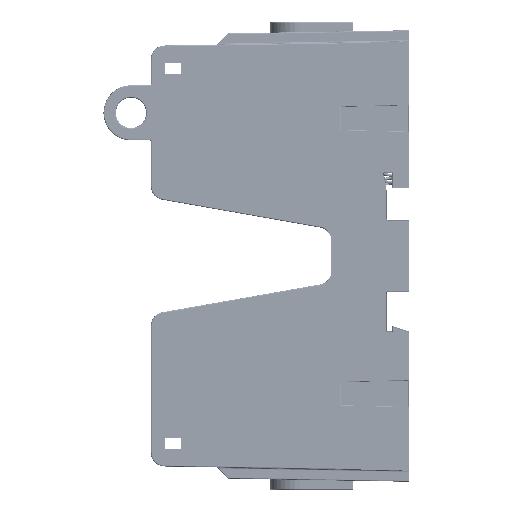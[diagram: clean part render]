
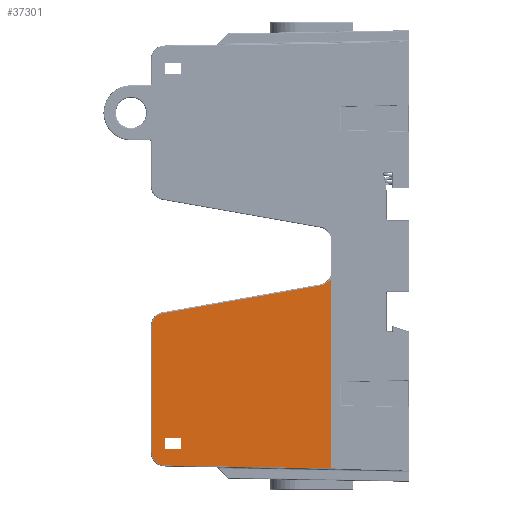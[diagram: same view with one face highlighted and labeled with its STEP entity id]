
A CAD part, left-side view. The second image highlights one B-rep face of the part: STEP entity #37301.
In plain terms, the highlighted face is planar.
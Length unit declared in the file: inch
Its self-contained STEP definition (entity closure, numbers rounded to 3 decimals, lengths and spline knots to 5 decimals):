
#425 = CARTESIAN_POINT ( 'NONE',  ( 0.63408, 0.73577, 2.33016 ) ) ;
#450 = ORIENTED_EDGE ( 'NONE', *, *, #49418, .T. ) ;
#1419 = CARTESIAN_POINT ( 'NONE',  ( 1.93778, 0.75, 0.7 ) ) ;
#2175 = CARTESIAN_POINT ( 'NONE',  ( 0.24678, 0.74963, 0.74285 ) ) ;
#2780 = CARTESIAN_POINT ( 'NONE',  ( 0.30102, 0.74748, 0.98858 ) ) ;
#3171 = VERTEX_POINT ( 'NONE', #37732 ) ;
#4420 = ORIENTED_EDGE ( 'NONE', *, *, #23305, .T. ) ;
#4580 = ORIENTED_EDGE ( 'NONE', *, *, #22940, .T. ) ;
#6522 = EDGE_CURVE ( 'NONE', #22909, #17113, #23703, .T. ) ;
#7376 = ORIENTED_EDGE ( 'NONE', *, *, #13445, .T. ) ;
#7723 = CARTESIAN_POINT ( 'NONE',  ( 0.26806, 0.74911, 0.80164 ) ) ;
#8947 = DIRECTION ( 'NONE',  ( -1., 0., 0. ) ) ;
#9076 = CARTESIAN_POINT ( 'NONE',  ( 1.75, 0.73678, 2.21507 ) ) ;
#9105 = EDGE_CURVE ( 'NONE', #23752, #43239, #12889, .T. ) ;
#9121 = ORIENTED_EDGE ( 'NONE', *, *, #17388, .T. ) ;
#9482 = DIRECTION ( 'NONE',  ( 0., -0.009, 1. ) ) ;
#10744 = CARTESIAN_POINT ( 'NONE',  ( 0.26806, 0.74911, 0.80164 ) ) ;
#12094 = CARTESIAN_POINT ( 'NONE',  ( 0.22261, 0.74981, 0.72228 ) ) ;
#12889 = LINE ( 'NONE', #43711, #29856 ) ;
#12983 = ORIENTED_EDGE ( 'NONE', *, *, #13622, .T. ) ;
#13417 = DIRECTION ( 'NONE',  ( 0., -0.009, 1. ) ) ;
#13445 = EDGE_CURVE ( 'NONE', #36336, #23752, #14404, .T. ) ;
#13622 = EDGE_CURVE ( 'NONE', #3171, #41487, #17363, .T. ) ;
#13833 = VERTEX_POINT ( 'NONE', #38582 ) ;
#13836 = CARTESIAN_POINT ( 'NONE',  ( 1.65, 0.73809, 2.06507 ) ) ;
#14404 = LINE ( 'NONE', #29573, #30095 ) ;
#14741 = VECTOR ( 'NONE', #16636, 39.37008 ) ;
#15607 = ORIENTED_EDGE ( 'NONE', *, *, #29624, .T. ) ;
#16044 = LINE ( 'NONE', #44080, #22013 ) ;
#16063 = LINE ( 'NONE', #23134, #31348 ) ;
#16560 = VECTOR ( 'NONE', #35710, 39.37008 ) ;
#16636 = DIRECTION ( 'NONE',  ( 0.017, -0.009, 1. ) ) ;
#17113 = VERTEX_POINT ( 'NONE', #33759 ) ;
#17363 = LINE ( 'NONE', #23961, #14741 ) ;
#17388 = EDGE_CURVE ( 'NONE', #43239, #42818, #32458, .T. ) ;
#18551 = EDGE_LOOP ( 'NONE', ( #39010, #9121, #15607, #7376 ) ) ;
#19125 = CARTESIAN_POINT ( 'NONE',  ( 1.9013, 0.73676, 2.21716 ) ) ;
#19158 = CARTESIAN_POINT ( 'NONE',  ( 1.85275, 0.73577, 2.33016 ) ) ;
#19384 = CARTESIAN_POINT ( 'NONE',  ( 0.52082, 0.7366, 2.23513 ) ) ;
#21368 = ORIENTED_EDGE ( 'NONE', *, *, #40671, .T. ) ;
#21395 = CARTESIAN_POINT ( 'NONE',  ( 0.22261, 0.74981, 0.72228 ) ) ;
#22013 = VECTOR ( 'NONE', #8947, 39.37008 ) ;
#22179 = EDGE_LOOP ( 'NONE', ( #46744, #39633, #21368, #12983, #44784, #4420, #4580, #450 ) ) ;
#22909 = VERTEX_POINT ( 'NONE', #19125 ) ;
#22940 = EDGE_CURVE ( 'NONE', #40654, #30631, #27770, .T. ) ;
#23134 = CARTESIAN_POINT ( 'NONE',  ( 1.78632, 0.73577, 2.33016 ) ) ;
#23305 = EDGE_CURVE ( 'NONE', #46314, #40654, #44507, .T. ) ;
#23703 = LINE ( 'NONE', #46957, #32047 ) ;
#23752 = VERTEX_POINT ( 'NONE', #9076 ) ;
#23961 = CARTESIAN_POINT ( 'NONE',  ( 0.21012, 0.75605, 0.0066 ) ) ;
#24083 = CARTESIAN_POINT ( 'NONE',  ( 1.93778, 0.73809, 2.06507 ) ) ;
#24178 = CARTESIAN_POINT ( 'NONE',  ( 1.65, 0.73678, 2.21507 ) ) ;
#24365 = CARTESIAN_POINT ( 'NONE',  ( 0.52082, 0.7366, 2.23513 ) ) ;
#24657 = DIRECTION ( 'NONE',  ( 0., 1., 0.009 ) ) ;
#26141 = EDGE_CURVE ( 'NONE', #13833, #22909, #47566, .T. ) ;
#26740 = CARTESIAN_POINT ( 'NONE',  ( 1.90014, 0.73618, 2.28359 ) ) ;
#27675 = DIRECTION ( 'NONE',  ( 1., 0., 0. ) ) ;
#27770 =( BOUNDED_CURVE ( )  B_SPLINE_CURVE ( 3, ( #19384, #49453, #35048, #425 ),
 .UNSPECIFIED., .F., .F. ) 
 B_SPLINE_CURVE_WITH_KNOTS ( ( 4, 4 ),
 ( 4.88692, 6.28319 ),
 .UNSPECIFIED. ) 
 CURVE ( )  GEOMETRIC_REPRESENTATION_ITEM ( )  RATIONAL_B_SPLINE_CURVE ( ( 1., 0.844, 0.844, 1. ) ) 
 REPRESENTATION_ITEM ( '' )  );
#27924 = DIRECTION ( 'NONE',  ( 0., 0.009, -1. ) ) ;
#28811 =( BOUNDED_CURVE ( )  B_SPLINE_CURVE ( 3, ( #21395, #2175, #33504, #10744 ),
 .UNSPECIFIED., .F., .F. ) 
 B_SPLINE_CURVE_WITH_KNOTS ( ( 4, 4 ),
 ( 3.84669, 4.53786 ),
 .UNSPECIFIED. ) 
 CURVE ( )  GEOMETRIC_REPRESENTATION_ITEM ( )  RATIONAL_B_SPLINE_CURVE ( ( 1., 0.961, 0.961, 1. ) ) 
 REPRESENTATION_ITEM ( '' )  );
#28921 = CARTESIAN_POINT ( 'NONE',  ( 1.65, 0.75, 0.7 ) ) ;
#29191 = FACE_OUTER_BOUND ( 'NONE', #22179, .T. ) ;
#29573 = CARTESIAN_POINT ( 'NONE',  ( 1.75, 0.75, 0.7 ) ) ;
#29624 = EDGE_CURVE ( 'NONE', #42818, #36336, #36220, .T. ) ;
#29856 = VECTOR ( 'NONE', #35871, 39.37008 ) ;
#30095 = VECTOR ( 'NONE', #13417, 39.37008 ) ;
#30384 = EDGE_CURVE ( 'NONE', #41487, #46314, #28811, .T. ) ;
#30557 = CARTESIAN_POINT ( 'NONE',  ( 1.78632, 0.73577, 2.33016 ) ) ;
#30631 = VERTEX_POINT ( 'NONE', #32305 ) ;
#31348 = VECTOR ( 'NONE', #27675, 39.37008 ) ;
#31801 = DIRECTION ( 'NONE',  ( 0.017, 0.009, -1. ) ) ;
#32047 = VECTOR ( 'NONE', #31801, 39.37008 ) ;
#32305 = CARTESIAN_POINT ( 'NONE',  ( 0.63408, 0.73577, 2.33016 ) ) ;
#32458 = LINE ( 'NONE', #28921, #47678 ) ;
#32730 = PLANE ( 'NONE',  #47257 ) ;
#32966 = VECTOR ( 'NONE', #45010, 39.37008 ) ;
#33504 = CARTESIAN_POINT ( 'NONE',  ( 0.26255, 0.74939, 0.77039 ) ) ;
#33759 = CARTESIAN_POINT ( 'NONE',  ( 1.92778, 0.75, 0.7 ) ) ;
#35048 = CARTESIAN_POINT ( 'NONE',  ( 0.57569, 0.73577, 2.33016 ) ) ;
#35710 = DIRECTION ( 'NONE',  ( 1., 0., 0. ) ) ;
#35871 = DIRECTION ( 'NONE',  ( -1., 0., 0. ) ) ;
#36220 = LINE ( 'NONE', #24083, #16560 ) ;
#36336 = VERTEX_POINT ( 'NONE', #48332 ) ;
#37301 = ADVANCED_FACE ( 'NONE', ( #48151, #29191 ), #32730, .T. ) ;
#37732 = CARTESIAN_POINT ( 'NONE',  ( 0.22222, 0.75, 0.7 ) ) ;
#38582 = CARTESIAN_POINT ( 'NONE',  ( 1.78632, 0.73577, 2.33016 ) ) ;
#39010 = ORIENTED_EDGE ( 'NONE', *, *, #9105, .T. ) ;
#39633 = ORIENTED_EDGE ( 'NONE', *, *, #6522, .T. ) ;
#40654 = VERTEX_POINT ( 'NONE', #24365 ) ;
#40671 = EDGE_CURVE ( 'NONE', #17113, #3171, #16044, .T. ) ;
#41487 = VERTEX_POINT ( 'NONE', #12094 ) ;
#42151 = CARTESIAN_POINT ( 'NONE',  ( 1.9013, 0.73676, 2.21716 ) ) ;
#42818 = VERTEX_POINT ( 'NONE', #13836 ) ;
#43239 = VERTEX_POINT ( 'NONE', #24178 ) ;
#43711 = CARTESIAN_POINT ( 'NONE',  ( 1.93778, 0.73678, 2.21507 ) ) ;
#44080 = CARTESIAN_POINT ( 'NONE',  ( -1.95, 0.75, 0.7 ) ) ;
#44507 = LINE ( 'NONE', #2780, #32966 ) ;
#44784 = ORIENTED_EDGE ( 'NONE', *, *, #30384, .T. ) ;
#45010 = DIRECTION ( 'NONE',  ( 0.174, -0.009, 0.985 ) ) ;
#46314 = VERTEX_POINT ( 'NONE', #7723 ) ;
#46744 = ORIENTED_EDGE ( 'NONE', *, *, #26141, .T. ) ;
#46957 = CARTESIAN_POINT ( 'NONE',  ( 1.92778, 0.75, 0.69983 ) ) ;
#47257 = AXIS2_PLACEMENT_3D ( 'NONE', #1419, #24657, #9482 ) ;
#47566 =( BOUNDED_CURVE ( )  B_SPLINE_CURVE ( 3, ( #30557, #19158, #26740, #42151 ),
 .UNSPECIFIED., .F., .F. ) 
 B_SPLINE_CURVE_WITH_KNOTS ( ( 4, 4 ),
 ( 3.14159, 4.69494 ),
 .UNSPECIFIED. ) 
 CURVE ( )  GEOMETRIC_REPRESENTATION_ITEM ( )  RATIONAL_B_SPLINE_CURVE ( ( 1., 0.809, 0.809, 1. ) ) 
 REPRESENTATION_ITEM ( '' )  );
#47678 = VECTOR ( 'NONE', #27924, 39.37008 ) ;
#48151 = FACE_BOUND ( 'NONE', #18551, .T. ) ;
#48332 = CARTESIAN_POINT ( 'NONE',  ( 1.75, 0.73809, 2.06507 ) ) ;
#49418 = EDGE_CURVE ( 'NONE', #30631, #13833, #16063, .T. ) ;
#49453 = CARTESIAN_POINT ( 'NONE',  ( 0.53096, 0.7361, 2.29263 ) ) ;
